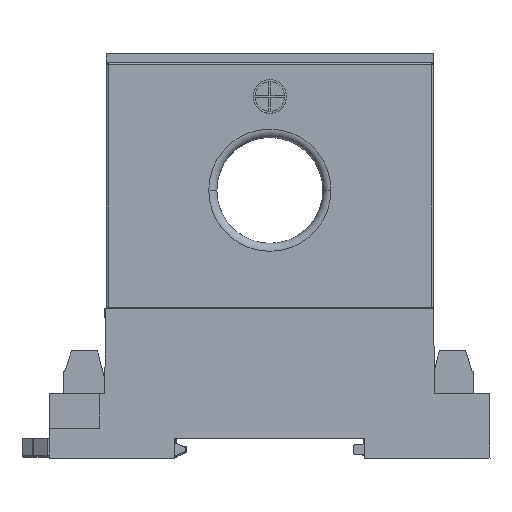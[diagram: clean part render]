
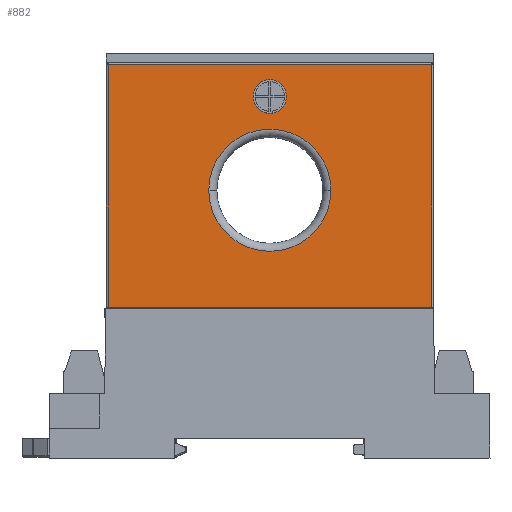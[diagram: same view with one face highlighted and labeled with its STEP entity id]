
A CAD part, top view. The second image highlights one B-rep face of the part: STEP entity #882.
In plain terms, the highlighted planar face has unit normal (0, 0, 1).
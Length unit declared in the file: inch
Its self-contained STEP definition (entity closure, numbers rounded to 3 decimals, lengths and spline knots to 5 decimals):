
#462 = VERTEX_POINT ( 'NONE', #6406 ) ;
#578 = EDGE_CURVE ( 'NONE', #579, #580, #6690, .T. ) ;
#579 = VERTEX_POINT ( 'NONE', #6686 ) ;
#580 = VERTEX_POINT ( 'NONE', #6685 ) ;
#587 = EDGE_CURVE ( 'NONE', #462, #588, #6677, .T. ) ;
#588 = VERTEX_POINT ( 'NONE', #6629 ) ;
#657 = EDGE_CURVE ( 'NONE', #863, #659, #6613, .T. ) ;
#659 = VERTEX_POINT ( 'NONE', #6606 ) ;
#674 = ORIENTED_EDGE ( 'NONE', *, *, #587, .F. ) ;
#682 = EDGE_CURVE ( 'NONE', #659, #944, #6543, .T. ) ;
#811 = EDGE_CURVE ( 'NONE', #854, #863, #7071, .T. ) ;
#844 = EDGE_CURVE ( 'NONE', #580, #579, #7034, .T. ) ;
#854 = VERTEX_POINT ( 'NONE', #7022 ) ;
#863 = VERTEX_POINT ( 'NONE', #7004 ) ;
#882 = ADVANCED_FACE ( 'NONE', ( #6951, #6950, #6949 ), #6948, .T. ) ;
#883 = EDGE_LOOP ( 'NONE', ( #884, #885, #886, #888 ) ) ;
#884 = ORIENTED_EDGE ( 'NONE', *, *, #657, .T. ) ;
#885 = ORIENTED_EDGE ( 'NONE', *, *, #682, .T. ) ;
#886 = ORIENTED_EDGE ( 'NONE', *, *, #887, .T. ) ;
#887 = EDGE_CURVE ( 'NONE', #944, #854, #6934, .T. ) ;
#888 = ORIENTED_EDGE ( 'NONE', *, *, #811, .T. ) ;
#889 = EDGE_LOOP ( 'NONE', ( #890, #891 ) ) ;
#890 = ORIENTED_EDGE ( 'NONE', *, *, #844, .T. ) ;
#891 = ORIENTED_EDGE ( 'NONE', *, *, #578, .T. ) ;
#892 = EDGE_LOOP ( 'NONE', ( #893, #674 ) ) ;
#893 = ORIENTED_EDGE ( 'NONE', *, *, #921, .F. ) ;
#921 = EDGE_CURVE ( 'NONE', #588, #462, #7338, .T. ) ;
#944 = VERTEX_POINT ( 'NONE', #7207 ) ;
#6406 = CARTESIAN_POINT ( 'NONE',  ( -0.30202, 0.99658, -0.33691 ) ) ;
#6536 = DIRECTION ( 'NONE',  ( -1., 0., 0. ) ) ;
#6537 = VECTOR ( 'NONE', #6536, 39.37008 ) ;
#6538 = CARTESIAN_POINT ( 'NONE',  ( -1.64246, 1.23465, -0.33691 ) ) ;
#6543 = LINE ( 'NONE', #6538, #6537 ) ;
#6606 = CARTESIAN_POINT ( 'NONE',  ( 0.77859, 1.23465, -0.33691 ) ) ;
#6607 = DIRECTION ( 'NONE',  ( 0., 1., 0. ) ) ;
#6608 = VECTOR ( 'NONE', #6607, 39.37008 ) ;
#6609 = CARTESIAN_POINT ( 'NONE',  ( 0.77859, -0.58642, -0.33691 ) ) ;
#6613 = LINE ( 'NONE', #6609, #6608 ) ;
#6629 = CARTESIAN_POINT ( 'NONE',  ( -0.55202, 0.99658, -0.33691 ) ) ;
#6673 = DIRECTION ( 'NONE',  ( 1., 0., 0. ) ) ;
#6674 = DIRECTION ( 'NONE',  ( 0., 0., 1. ) ) ;
#6675 = CARTESIAN_POINT ( 'NONE',  ( -0.42702, 0.99658, -0.33691 ) ) ;
#6676 = AXIS2_PLACEMENT_3D ( 'NONE', #6675, #6674, #6673 ) ;
#6677 = CIRCLE ( 'NONE', #6676, 0.125 ) ;
#6685 = CARTESIAN_POINT ( 'NONE',  ( 0.02798, 0.29758, -0.33691 ) ) ;
#6686 = CARTESIAN_POINT ( 'NONE',  ( -0.88202, 0.29758, -0.33691 ) ) ;
#6687 = DIRECTION ( 'NONE',  ( 1., 0., 0. ) ) ;
#6688 = DIRECTION ( 'NONE',  ( 0., 0., -1. ) ) ;
#6689 = AXIS2_PLACEMENT_3D ( 'NONE', #6695, #6688, #6687 ) ;
#6690 = CIRCLE ( 'NONE', #6689, 0.455 ) ;
#6695 = CARTESIAN_POINT ( 'NONE',  ( -0.42702, 0.29758, -0.33691 ) ) ;
#6931 = DIRECTION ( 'NONE',  ( 0., -1., 0. ) ) ;
#6932 = VECTOR ( 'NONE', #6931, 39.37008 ) ;
#6933 = CARTESIAN_POINT ( 'NONE',  ( -1.63263, -0.58642, -0.33691 ) ) ;
#6934 = LINE ( 'NONE', #6933, #6932 ) ;
#6944 = DIRECTION ( 'NONE',  ( 1., 0., 0. ) ) ;
#6945 = DIRECTION ( 'NONE',  ( 0., 0., 1. ) ) ;
#6946 = CARTESIAN_POINT ( 'NONE',  ( -1.64246, -0.58642, -0.33691 ) ) ;
#6947 = AXIS2_PLACEMENT_3D ( 'NONE', #6946, #6945, #6944 ) ;
#6948 = PLANE ( 'NONE',  #6947 ) ;
#6949 = FACE_BOUND ( 'NONE', #892, .T. ) ;
#6950 = FACE_BOUND ( 'NONE', #889, .T. ) ;
#6951 = FACE_OUTER_BOUND ( 'NONE', #883, .T. ) ;
#7004 = CARTESIAN_POINT ( 'NONE',  ( 0.77859, -0.5745, -0.33691 ) ) ;
#7022 = CARTESIAN_POINT ( 'NONE',  ( -1.63263, -0.5745, -0.33691 ) ) ;
#7030 = DIRECTION ( 'NONE',  ( 1., 0., 0. ) ) ;
#7031 = DIRECTION ( 'NONE',  ( 0., 0., -1. ) ) ;
#7032 = CARTESIAN_POINT ( 'NONE',  ( -0.42702, 0.29758, -0.33691 ) ) ;
#7033 = AXIS2_PLACEMENT_3D ( 'NONE', #7032, #7031, #7030 ) ;
#7034 = CIRCLE ( 'NONE', #7033, 0.455 ) ;
#7068 = DIRECTION ( 'NONE',  ( 1., 0., 0. ) ) ;
#7069 = VECTOR ( 'NONE', #7068, 39.37008 ) ;
#7070 = CARTESIAN_POINT ( 'NONE',  ( 0.77859, -0.5745, -0.33691 ) ) ;
#7071 = LINE ( 'NONE', #7070, #7069 ) ;
#7207 = CARTESIAN_POINT ( 'NONE',  ( -1.63263, 1.23465, -0.33691 ) ) ;
#7327 = DIRECTION ( 'NONE',  ( 1., 0., 0. ) ) ;
#7328 = DIRECTION ( 'NONE',  ( 0., 0., 1. ) ) ;
#7329 = CARTESIAN_POINT ( 'NONE',  ( -0.42702, 0.99658, -0.33691 ) ) ;
#7337 = AXIS2_PLACEMENT_3D ( 'NONE', #7329, #7328, #7327 ) ;
#7338 = CIRCLE ( 'NONE', #7337, 0.125 ) ;
